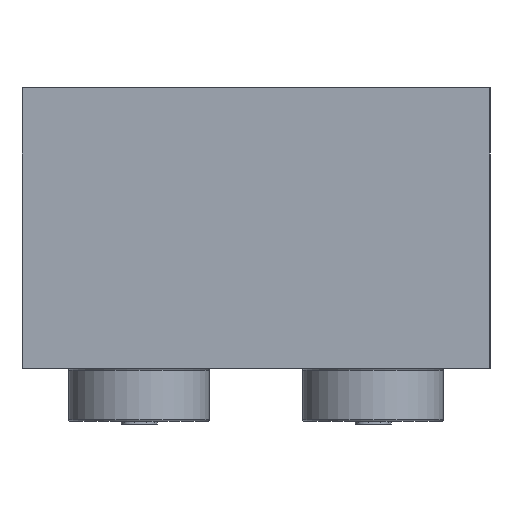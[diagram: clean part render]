
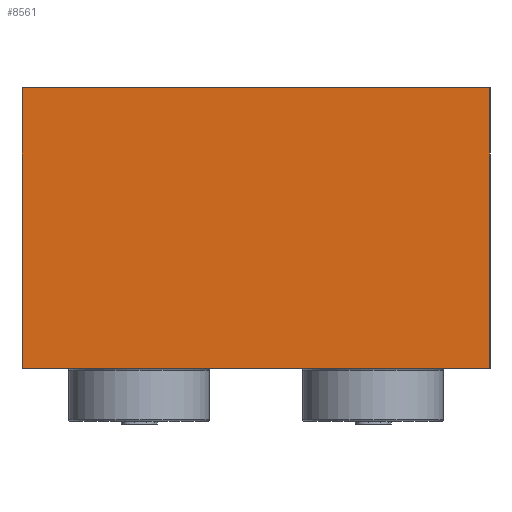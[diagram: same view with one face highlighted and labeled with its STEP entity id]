
A CAD part, left-side view. The second image highlights one B-rep face of the part: STEP entity #8561.
In plain terms, the highlighted planar face has unit normal (-1, 0, 0).
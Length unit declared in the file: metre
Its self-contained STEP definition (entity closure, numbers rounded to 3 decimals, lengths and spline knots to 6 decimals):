
#1333=LINE('',#14713,#2057);
#1335=LINE('',#14717,#2059);
#1336=LINE('',#14719,#2060);
#1337=LINE('',#14721,#2061);
#2057=VECTOR('',#10193,1.);
#2059=VECTOR('',#10197,1.);
#2060=VECTOR('',#10198,1.);
#2061=VECTOR('',#10199,1.);
#4190=ORIENTED_EDGE('',*,*,#5719,.T.);
#4191=ORIENTED_EDGE('',*,*,#5720,.F.);
#4192=ORIENTED_EDGE('',*,*,#5721,.F.);
#4193=ORIENTED_EDGE('',*,*,#5717,.T.);
#5717=EDGE_CURVE('',#6643,#6642,#1333,.T.);
#5719=EDGE_CURVE('',#6642,#6644,#1335,.T.);
#5720=EDGE_CURVE('',#6645,#6644,#1336,.T.);
#5721=EDGE_CURVE('',#6643,#6645,#1337,.T.);
#6642=VERTEX_POINT('',#14712);
#6643=VERTEX_POINT('',#14714);
#6644=VERTEX_POINT('',#14718);
#6645=VERTEX_POINT('',#14720);
#7271=EDGE_LOOP('',(#4190,#4191,#4192,#4193));
#7843=FACE_BOUND('',#7271,.T.);
#8127=PLANE('',#8947);
#8561=ADVANCED_FACE('',(#7843),#8127,.F.);
#8947=AXIS2_PLACEMENT_3D('',#14716,#10195,#10196);
#10193=DIRECTION('',(0.,0.,-1.));
#10195=DIRECTION('',(1.,0.,0.));
#10196=DIRECTION('',(0.,1.,0.));
#10197=DIRECTION('',(0.,-1.,0.));
#10198=DIRECTION('',(0.,0.,-1.));
#10199=DIRECTION('',(0.,-1.,0.));
#14712=CARTESIAN_POINT('',(-0.012,0.008,0.));
#14713=CARTESIAN_POINT('',(-0.012,0.008,0.0096));
#14714=CARTESIAN_POINT('',(-0.012,0.008,0.0096));
#14716=CARTESIAN_POINT('',(-0.012,0.,0.0096));
#14717=CARTESIAN_POINT('',(-0.012,0.,0.));
#14718=CARTESIAN_POINT('',(-0.012,-0.008,0.));
#14719=CARTESIAN_POINT('',(-0.012,-0.008,0.0096));
#14720=CARTESIAN_POINT('',(-0.012,-0.008,0.0096));
#14721=CARTESIAN_POINT('',(-0.012,0.,0.0096));
